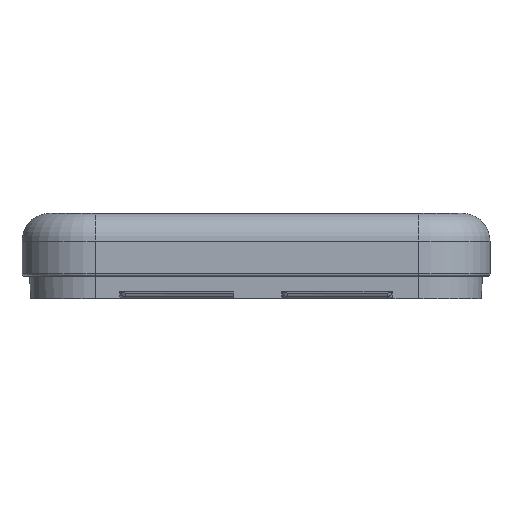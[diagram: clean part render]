
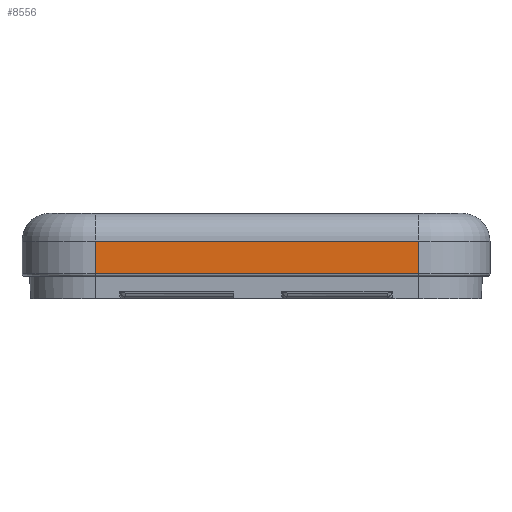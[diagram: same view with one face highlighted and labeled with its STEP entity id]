
A CAD part, front view. The second image highlights one B-rep face of the part: STEP entity #8556.
In plain terms, the highlighted planar face has unit normal (0, -1, 0).
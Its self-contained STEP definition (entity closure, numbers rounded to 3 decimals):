
#985=FACE_OUTER_BOUND('',#1469,.T.);
#1469=EDGE_LOOP('',(#5837,#5838,#5839,#5840));
#2036=LINE('',#13678,#2729);
#2055=LINE('',#13750,#2748);
#2056=LINE('',#13754,#2749);
#2057=LINE('',#13755,#2750);
#2729=VECTOR('',#10319,10.);
#2748=VECTOR('',#10392,10.);
#2749=VECTOR('',#10397,10.);
#2750=VECTOR('',#10398,10.);
#3458=VERTEX_POINT('',#13670);
#3460=VERTEX_POINT('',#13676);
#3486=VERTEX_POINT('',#13749);
#3487=VERTEX_POINT('',#13753);
#4354=EDGE_CURVE('',#3460,#3458,#2036,.T.);
#4390=EDGE_CURVE('',#3486,#3458,#2055,.T.);
#4392=EDGE_CURVE('',#3487,#3460,#2056,.T.);
#4393=EDGE_CURVE('',#3486,#3487,#2057,.T.);
#5837=ORIENTED_EDGE('',*,*,#4354,.F.);
#5838=ORIENTED_EDGE('',*,*,#4392,.F.);
#5839=ORIENTED_EDGE('',*,*,#4393,.F.);
#5840=ORIENTED_EDGE('',*,*,#4390,.T.);
#8245=PLANE('',#9101);
#8556=ADVANCED_FACE('',(#985),#8245,.T.);
#9101=AXIS2_PLACEMENT_3D('',#13752,#10395,#10396);
#10319=DIRECTION('',(-1.,0.,0.));
#10392=DIRECTION('',(0.,0.,-1.));
#10395=DIRECTION('center_axis',(0.,-1.,0.));
#10396=DIRECTION('ref_axis',(-1.,0.,0.));
#10397=DIRECTION('',(0.,0.,-1.));
#10398=DIRECTION('',(1.,0.,0.));
#13670=CARTESIAN_POINT('',(-29.011,-63.8,2.1));
#13676=CARTESIAN_POINT('',(29.399,-63.8,2.1));
#13678=CARTESIAN_POINT('',(14.7,-63.8,2.1));
#13749=CARTESIAN_POINT('',(-29.011,-63.8,8.));
#13750=CARTESIAN_POINT('',(-29.011,-63.8,0.));
#13752=CARTESIAN_POINT('Origin',(29.399,-63.8,0.));
#13753=CARTESIAN_POINT('',(29.399,-63.8,8.));
#13754=CARTESIAN_POINT('',(29.399,-63.8,0.));
#13755=CARTESIAN_POINT('',(14.7,-63.8,8.));
